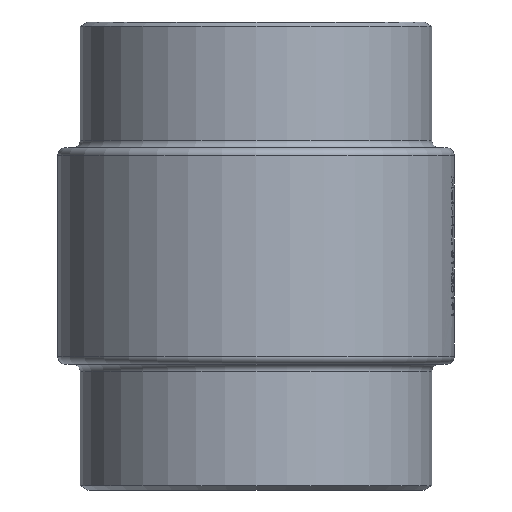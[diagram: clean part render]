
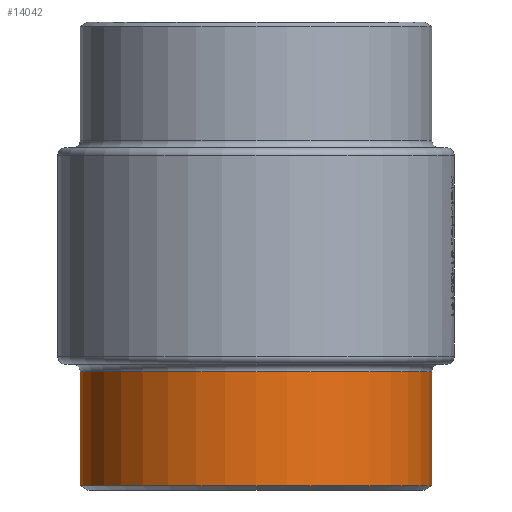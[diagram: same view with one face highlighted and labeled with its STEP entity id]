
A CAD part, front view. The second image highlights one B-rep face of the part: STEP entity #14042.
In plain terms, the highlighted cylindrical face has radius 69.85 mm (diameter 139.7 mm), a partial arc.
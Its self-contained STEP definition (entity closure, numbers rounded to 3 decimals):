
#1350 = EDGE_CURVE ( 'NONE', #14186, #6203, #25796, .T. ) ;
#2449 = AXIS2_PLACEMENT_3D ( 'NONE', #16284, #24340, #22292 ) ;
#3376 = DIRECTION ( 'NONE',  ( 0., 0., 1. ) ) ;
#4901 = AXIS2_PLACEMENT_3D ( 'NONE', #20391, #3376, #24620 ) ;
#5507 = CIRCLE ( 'NONE', #2449, 69.85 ) ;
#6049 = LINE ( 'NONE', #14345, #8243 ) ;
#6180 = DIRECTION ( 'NONE',  ( 0., 0., -1. ) ) ;
#6203 = VERTEX_POINT ( 'NONE', #22354 ) ;
#6228 = ORIENTED_EDGE ( 'NONE', *, *, #23558, .T. ) ;
#6621 = CARTESIAN_POINT ( 'NONE',  ( 0., 0., -186. ) ) ;
#8243 = VECTOR ( 'NONE', #6180, 1000. ) ;
#10682 = LINE ( 'NONE', #18998, #25078 ) ;
#10686 = DIRECTION ( 'NONE',  ( 0., 0., -1. ) ) ;
#12606 = DIRECTION ( 'NONE',  ( 1., 0., 0. ) ) ;
#14042 = ADVANCED_FACE ( 'NONE', ( #21053 ), #16560, .T. ) ;
#14186 = VERTEX_POINT ( 'NONE', #22836 ) ;
#14345 = CARTESIAN_POINT ( 'NONE',  ( -69.85, 0., -186. ) ) ;
#14647 = DIRECTION ( 'NONE',  ( 0., 0., -1. ) ) ;
#16284 = CARTESIAN_POINT ( 'NONE',  ( 0., 0., -139. ) ) ;
#16560 = CYLINDRICAL_SURFACE ( 'NONE', #25819, 69.85 ) ;
#16646 = CARTESIAN_POINT ( 'NONE',  ( 69.85, 0., -139. ) ) ;
#18115 = CARTESIAN_POINT ( 'NONE',  ( -69.85, 0., -139. ) ) ;
#18117 = ORIENTED_EDGE ( 'NONE', *, *, #21693, .T. ) ;
#18973 = VERTEX_POINT ( 'NONE', #18115 ) ;
#18998 = CARTESIAN_POINT ( 'NONE',  ( 69.85, 0., -186. ) ) ;
#19320 = ORIENTED_EDGE ( 'NONE', *, *, #23712, .F. ) ;
#19587 = VERTEX_POINT ( 'NONE', #16646 ) ;
#20391 = CARTESIAN_POINT ( 'NONE',  ( 0., 0., -184.268 ) ) ;
#21053 = FACE_OUTER_BOUND ( 'NONE', #26241, .T. ) ;
#21693 = EDGE_CURVE ( 'NONE', #18973, #14186, #6049, .T. ) ;
#22006 = ORIENTED_EDGE ( 'NONE', *, *, #1350, .T. ) ;
#22292 = DIRECTION ( 'NONE',  ( 1., 0., 0. ) ) ;
#22354 = CARTESIAN_POINT ( 'NONE',  ( 69.85, 0., -184.268 ) ) ;
#22836 = CARTESIAN_POINT ( 'NONE',  ( -69.85, 0., -184.268 ) ) ;
#23558 = EDGE_CURVE ( 'NONE', #19587, #18973, #5507, .T. ) ;
#23712 = EDGE_CURVE ( 'NONE', #19587, #6203, #10682, .T. ) ;
#24340 = DIRECTION ( 'NONE',  ( 0., 0., -1. ) ) ;
#24620 = DIRECTION ( 'NONE',  ( 1., 0., 0. ) ) ;
#25078 = VECTOR ( 'NONE', #14647, 1000. ) ;
#25796 = CIRCLE ( 'NONE', #4901, 69.85 ) ;
#25819 = AXIS2_PLACEMENT_3D ( 'NONE', #6621, #10686, #12606 ) ;
#26241 = EDGE_LOOP ( 'NONE', ( #6228, #18117, #22006, #19320 ) ) ;
